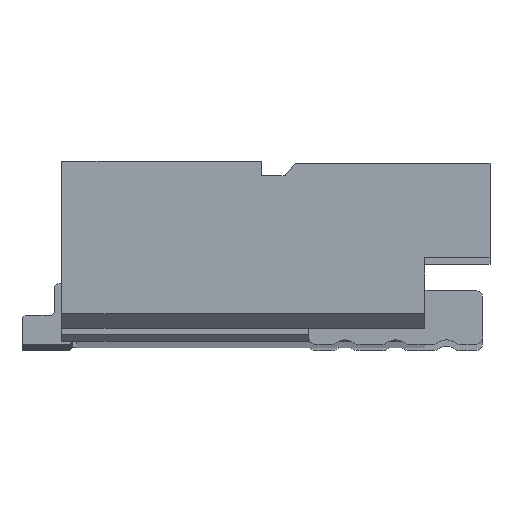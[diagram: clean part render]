
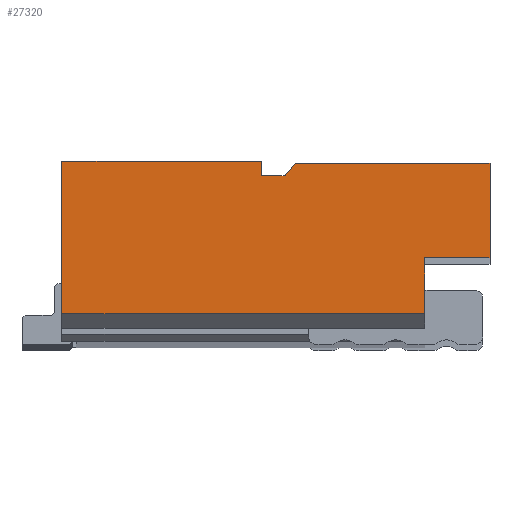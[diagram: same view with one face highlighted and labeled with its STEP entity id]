
A CAD part, top view. The second image highlights one B-rep face of the part: STEP entity #27320.
In plain terms, the highlighted planar face has unit normal (0, 0, 1).
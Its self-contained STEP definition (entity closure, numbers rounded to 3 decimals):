
#360=CARTESIAN_POINT('',(52.871,64.966,
47.12));
#370=VERTEX_POINT('',#360);
#400=CARTESIAN_POINT('',(51.643,64.966,
47.12));
#410=DIRECTION('',(1.,0.,0.));
#420=VECTOR('',#410,1.);
#430=LINE('',#400,#420);
#440=CARTESIAN_POINT('',(50.121,64.966,
47.12));
#450=VERTEX_POINT('',#440);
#460=EDGE_CURVE('',#450,#370,#430,.T.);
#21710=CARTESIAN_POINT('',(50.121,64.966,
47.12));
#21720=DIRECTION('',(0.,-1.,0.));
#21730=VECTOR('',#21720,1.);
#21740=LINE('',#21710,#21730);
#21750=CARTESIAN_POINT('',(50.121,62.866,
47.12));
#21760=VERTEX_POINT('',#21750);
#21770=EDGE_CURVE('',#450,#21760,#21740,.T.);
#22540=CARTESIAN_POINT('',(56.021,63.636,
47.12));
#22550=VERTEX_POINT('',#22540);
#22580=CARTESIAN_POINT('',(56.021,0.,47.12));
#22590=DIRECTION('',(0.,-1.,0.));
#22600=VECTOR('',#22590,1.);
#22610=LINE('',#22580,#22600);
#22620=CARTESIAN_POINT('',(56.021,64.936,
47.12));
#22630=VERTEX_POINT('',#22620);
#22640=EDGE_CURVE('',#22630,#22550,#22610,.T.);
#24250=CARTESIAN_POINT('',(55.121,62.866,
47.12));
#24260=VERTEX_POINT('',#24250);
#24290=CARTESIAN_POINT('',(55.121,64.966,
47.12));
#24300=DIRECTION('',(0.,-1.,0.));
#24310=VECTOR('',#24300,1.);
#24320=LINE('',#24290,#24310);
#24330=CARTESIAN_POINT('',(55.121,63.636,
47.12));
#24340=VERTEX_POINT('',#24330);
#24350=EDGE_CURVE('',#24340,#24260,#24320,.T.);
#26240=CARTESIAN_POINT('',(52.621,62.866,
47.12));
#26250=DIRECTION('',(1.,0.,0.));
#26260=VECTOR('',#26250,1.);
#26270=LINE('',#26240,#26260);
#26280=EDGE_CURVE('',#21760,#24260,#26270,.T.);
#26440=CARTESIAN_POINT('',(52.871,64.766,
47.12));
#26450=VERTEX_POINT('',#26440);
#26480=CARTESIAN_POINT('',(52.871,64.966,
47.12));
#26490=DIRECTION('',(0.,1.,0.));
#26500=VECTOR('',#26490,1.);
#26510=LINE('',#26480,#26500);
#26520=EDGE_CURVE('',#26450,#370,#26510,.T.);
#26680=CARTESIAN_POINT('',(53.197,64.766,
47.12));
#26690=VERTEX_POINT('',#26680);
#26720=CARTESIAN_POINT('',(51.596,64.766,
47.12));
#26730=DIRECTION('',(-1.,0.,0.));
#26740=VECTOR('',#26730,1.);
#26750=LINE('',#26720,#26740);
#26760=EDGE_CURVE('',#26690,#26450,#26750,.T.);
#26880=CARTESIAN_POINT('',(0.,64.936,47.12));
#26890=DIRECTION('',(1.,0.,0.));
#26900=VECTOR('',#26890,1.);
#26910=LINE('',#26880,#26900);
#26920=CARTESIAN_POINT('',(53.339,64.936,
47.12));
#26930=VERTEX_POINT('',#26920);
#26940=EDGE_CURVE('',#26930,#22630,#26910,.T.);
#27050=CARTESIAN_POINT('',(55.121,64.966,
47.12));
#27060=DIRECTION('',(0.,0.,-1.));
#27070=DIRECTION('',(1.,0.,0.));
#27080=AXIS2_PLACEMENT_3D('',#27050,#27060,#27070);
#27090=PLANE('',#27080);
#27100=ORIENTED_EDGE('',*,*,#24350,.F.);
#27110=ORIENTED_EDGE('',*,*,#26280,.T.);
#27120=ORIENTED_EDGE('',*,*,#21770,.T.);
#27130=ORIENTED_EDGE('',*,*,#460,.F.);
#27140=ORIENTED_EDGE('',*,*,#26520,.T.);
#27150=ORIENTED_EDGE('',*,*,#26760,.T.);
#27160=CARTESIAN_POINT('',(-1.148,0.,47.12));
#27170=DIRECTION('',(0.643,0.766,0.));
#27180=VECTOR('',#27170,1.);
#27190=LINE('',#27160,#27180);
#27200=EDGE_CURVE('',#26690,#26930,#27190,.T.);
#27210=ORIENTED_EDGE('',*,*,#27200,.F.);
#27220=ORIENTED_EDGE('',*,*,#26940,.F.);
#27230=ORIENTED_EDGE('',*,*,#22640,.F.);
#27240=CARTESIAN_POINT('',(0.,63.636,47.12));
#27250=DIRECTION('',(-1.,0.,0.));
#27260=VECTOR('',#27250,1.);
#27270=LINE('',#27240,#27260);
#27280=EDGE_CURVE('',#22550,#24340,#27270,.T.);
#27290=ORIENTED_EDGE('',*,*,#27280,.F.);
#27300=EDGE_LOOP('',(#27290,#27230,#27220,#27210,#27150,#27140,#27130,
#27120,#27110,#27100));
#27310=FACE_OUTER_BOUND('',#27300,.T.);
#27320=ADVANCED_FACE('',(#27310),#27090,.F.);
